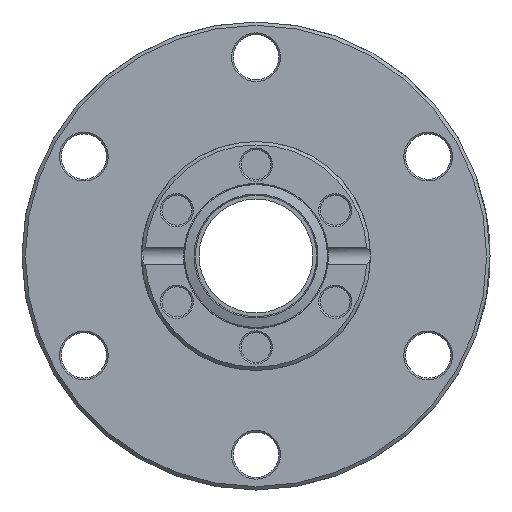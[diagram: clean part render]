
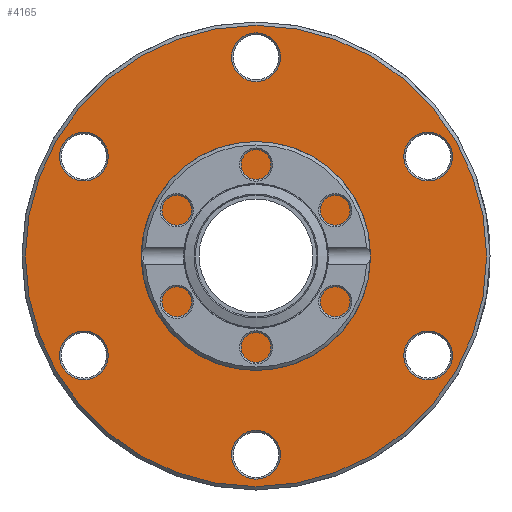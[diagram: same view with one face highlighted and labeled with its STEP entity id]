
A CAD part, front view. The second image highlights one B-rep face of the part: STEP entity #4165.
In plain terms, the highlighted planar face has unit normal (0, -1, 0).
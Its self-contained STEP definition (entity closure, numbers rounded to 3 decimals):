
#805=PLANE('',#4546);
#940=FACE_BOUND('',#1313,.T.);
#941=FACE_BOUND('',#1314,.T.);
#942=FACE_BOUND('',#1315,.T.);
#943=FACE_BOUND('',#1316,.T.);
#944=FACE_BOUND('',#1317,.T.);
#945=FACE_BOUND('',#1318,.T.);
#946=FACE_BOUND('',#1319,.T.);
#1048=FACE_OUTER_BOUND('',#1312,.T.);
#1312=EDGE_LOOP('',(#2894));
#1313=EDGE_LOOP('',(#2895));
#1314=EDGE_LOOP('',(#2896));
#1315=EDGE_LOOP('',(#2897));
#1316=EDGE_LOOP('',(#2898));
#1317=EDGE_LOOP('',(#2899));
#1318=EDGE_LOOP('',(#2900));
#1319=EDGE_LOOP('',(#2901));
#1679=CIRCLE('',#4542,9.55);
#1680=CIRCLE('',#4544,34.05);
#1682=CIRCLE('',#4547,3.6);
#1683=CIRCLE('',#4548,3.6);
#1684=CIRCLE('',#4549,3.6);
#1685=CIRCLE('',#4550,3.6);
#1686=CIRCLE('',#4551,3.6);
#1687=CIRCLE('',#4552,3.6);
#1841=VERTEX_POINT('',#5968);
#1842=VERTEX_POINT('',#5971);
#1844=VERTEX_POINT('',#5976);
#1845=VERTEX_POINT('',#5978);
#1846=VERTEX_POINT('',#5980);
#1847=VERTEX_POINT('',#5982);
#1848=VERTEX_POINT('',#5984);
#1849=VERTEX_POINT('',#5986);
#2277=EDGE_CURVE('',#1841,#1841,#1679,.T.);
#2278=EDGE_CURVE('',#1842,#1842,#1680,.T.);
#2280=EDGE_CURVE('',#1844,#1844,#1682,.T.);
#2281=EDGE_CURVE('',#1845,#1845,#1683,.T.);
#2282=EDGE_CURVE('',#1846,#1846,#1684,.T.);
#2283=EDGE_CURVE('',#1847,#1847,#1685,.T.);
#2284=EDGE_CURVE('',#1848,#1848,#1686,.T.);
#2285=EDGE_CURVE('',#1849,#1849,#1687,.T.);
#2894=ORIENTED_EDGE('',*,*,#2278,.F.);
#2895=ORIENTED_EDGE('',*,*,#2277,.T.);
#2896=ORIENTED_EDGE('',*,*,#2280,.F.);
#2897=ORIENTED_EDGE('',*,*,#2281,.F.);
#2898=ORIENTED_EDGE('',*,*,#2282,.F.);
#2899=ORIENTED_EDGE('',*,*,#2283,.F.);
#2900=ORIENTED_EDGE('',*,*,#2284,.F.);
#2901=ORIENTED_EDGE('',*,*,#2285,.F.);
#4165=ADVANCED_FACE('',(#1048,#940,#941,#942,#943,#944,#945,#946),#805,
 .T.);
#4542=AXIS2_PLACEMENT_3D('',#5969,#4947,#4948);
#4544=AXIS2_PLACEMENT_3D('',#5972,#4951,#4952);
#4546=AXIS2_PLACEMENT_3D('',#5975,#4955,#4956);
#4547=AXIS2_PLACEMENT_3D('',#5977,#4957,#4958);
#4548=AXIS2_PLACEMENT_3D('',#5979,#4959,#4960);
#4549=AXIS2_PLACEMENT_3D('',#5981,#4961,#4962);
#4550=AXIS2_PLACEMENT_3D('',#5983,#4963,#4964);
#4551=AXIS2_PLACEMENT_3D('',#5985,#4965,#4966);
#4552=AXIS2_PLACEMENT_3D('',#5987,#4967,#4968);
#4947=DIRECTION('center_axis',(0.,1.,0.));
#4948=DIRECTION('ref_axis',(-1.,0.,0.));
#4951=DIRECTION('center_axis',(0.,1.,0.));
#4952=DIRECTION('ref_axis',(1.,0.,0.));
#4955=DIRECTION('center_axis',(0.,-1.,0.));
#4956=DIRECTION('ref_axis',(0.,0.,-1.));
#4957=DIRECTION('center_axis',(0.,-1.,0.));
#4958=DIRECTION('ref_axis',(0.5,0.,0.866));
#4959=DIRECTION('center_axis',(0.,-1.,0.));
#4960=DIRECTION('ref_axis',(-1.,0.,0.));
#4961=DIRECTION('center_axis',(0.,-1.,0.));
#4962=DIRECTION('ref_axis',(0.5,0.,-0.866));
#4963=DIRECTION('center_axis',(0.,-1.,0.));
#4964=DIRECTION('ref_axis',(1.,0.,0.));
#4965=DIRECTION('center_axis',(0.,-1.,0.));
#4966=DIRECTION('ref_axis',(-0.5,0.,-0.866));
#4967=DIRECTION('center_axis',(0.,-1.,0.));
#4968=DIRECTION('ref_axis',(-0.5,0.,0.866));
#5968=CARTESIAN_POINT('',(9.55,0.,0.));
#5969=CARTESIAN_POINT('Origin',(0.,0.,0.));
#5971=CARTESIAN_POINT('',(-34.05,0.,0.));
#5972=CARTESIAN_POINT('Origin',(0.,0.,0.));
#5975=CARTESIAN_POINT('Origin',(-34.55,0.,0.));
#5976=CARTESIAN_POINT('',(23.618,0.,-17.793));
#5977=CARTESIAN_POINT('Origin',(25.418,0.,-14.675));
#5978=CARTESIAN_POINT('',(3.6,0.,29.35));
#5979=CARTESIAN_POINT('Origin',(0.,0.,29.35));
#5980=CARTESIAN_POINT('',(-27.218,0.,-11.557));
#5981=CARTESIAN_POINT('Origin',(-25.418,0.,-14.675));
#5982=CARTESIAN_POINT('',(-3.6,0.,-29.35));
#5983=CARTESIAN_POINT('Origin',(0.,0.,-29.35));
#5984=CARTESIAN_POINT('',(-23.618,0.,17.793));
#5985=CARTESIAN_POINT('Origin',(-25.418,0.,14.675));
#5986=CARTESIAN_POINT('',(27.218,0.,11.557));
#5987=CARTESIAN_POINT('Origin',(25.418,0.,14.675));
